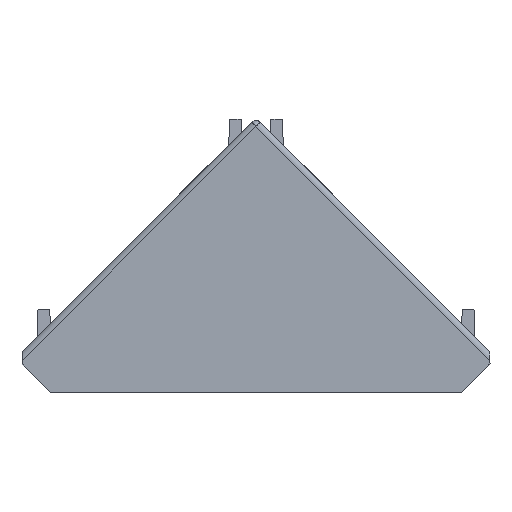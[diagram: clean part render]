
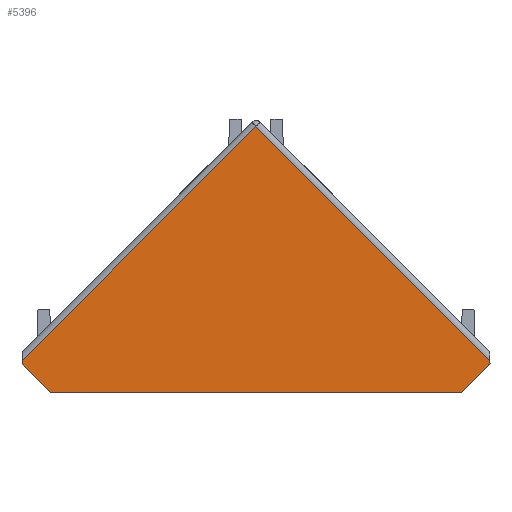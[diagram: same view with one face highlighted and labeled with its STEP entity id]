
A CAD part, top view. The second image highlights one B-rep face of the part: STEP entity #5396.
In plain terms, the highlighted planar face has unit normal (0, 0.009, 1).
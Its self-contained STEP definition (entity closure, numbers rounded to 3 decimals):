
#84 = LINE ( 'NONE', #1245, #5519 ) ;
#91 = VERTEX_POINT ( 'NONE', #1062 ) ;
#183 = CARTESIAN_POINT ( 'NONE',  ( 16.971, 0., 14. ) ) ;
#214 = EDGE_CURVE ( 'NONE', #2245, #574, #6285, .T. ) ;
#234 = ORIENTED_EDGE ( 'NONE', *, *, #6673, .T. ) ;
#256 = LINE ( 'NONE', #1267, #2705 ) ;
#465 = CARTESIAN_POINT ( 'NONE',  ( -19.299, 2.626, 13.977 ) ) ;
#466 = PLANE ( 'NONE',  #2368 ) ;
#574 = VERTEX_POINT ( 'NONE', #4837 ) ;
#683 = LINE ( 'NONE', #6569, #2052 ) ;
#728 = CARTESIAN_POINT ( 'NONE',  ( 19.299, 2.328, 13.98 ) ) ;
#769 = DIRECTION ( 'NONE',  ( 0.707, 0.707, -0.006 ) ) ;
#1014 = CARTESIAN_POINT ( 'NONE',  ( -16.971, 0., 14. ) ) ;
#1062 = CARTESIAN_POINT ( 'NONE',  ( 19.299, 2.328, 13.98 ) ) ;
#1245 = CARTESIAN_POINT ( 'NONE',  ( 19.299, 2.626, 13.977 ) ) ;
#1267 = CARTESIAN_POINT ( 'NONE',  ( 0., 21.925, 13.809 ) ) ;
#1533 = ORIENTED_EDGE ( 'NONE', *, *, #4727, .T. ) ;
#1548 = DIRECTION ( 'NONE',  ( 0., -1., 0.009 ) ) ;
#1707 = ORIENTED_EDGE ( 'NONE', *, *, #6654, .T. ) ;
#1920 = LINE ( 'NONE', #6582, #4533 ) ;
#1952 = VECTOR ( 'NONE', #2823, 1000. ) ;
#2052 = VECTOR ( 'NONE', #2825, 1000. ) ;
#2193 = DIRECTION ( 'NONE',  ( 0.707, -0.707, 0.006 ) ) ;
#2245 = VERTEX_POINT ( 'NONE', #465 ) ;
#2368 = AXIS2_PLACEMENT_3D ( 'NONE', #1014, #4691, #1548 ) ;
#2379 = FACE_OUTER_BOUND ( 'NONE', #5317, .T. ) ;
#2412 = ORIENTED_EDGE ( 'NONE', *, *, #5049, .T. ) ;
#2705 = VECTOR ( 'NONE', #5471, 1000. ) ;
#2823 = DIRECTION ( 'NONE',  ( 0., 1., -0.009 ) ) ;
#2825 = DIRECTION ( 'NONE',  ( 1., 0., 0. ) ) ;
#2832 = VERTEX_POINT ( 'NONE', #183 ) ;
#2949 = VERTEX_POINT ( 'NONE', #4536 ) ;
#3286 = DIRECTION ( 'NONE',  ( 0., -1., 0.009 ) ) ;
#3331 = LINE ( 'NONE', #728, #1952 ) ;
#3349 = ORIENTED_EDGE ( 'NONE', *, *, #214, .T. ) ;
#3744 = CARTESIAN_POINT ( 'NONE',  ( -19.299, 2.328, 13.98 ) ) ;
#4322 = CARTESIAN_POINT ( 'NONE',  ( -16.971, 0., 14. ) ) ;
#4399 = DIRECTION ( 'NONE',  ( -0.707, 0.707, -0.006 ) ) ;
#4533 = VECTOR ( 'NONE', #769, 1000. ) ;
#4536 = CARTESIAN_POINT ( 'NONE',  ( 0., 21.925, 13.809 ) ) ;
#4691 = DIRECTION ( 'NONE',  ( 0., 0.009, 1. ) ) ;
#4727 = EDGE_CURVE ( 'NONE', #91, #6841, #3331, .T. ) ;
#4816 = VECTOR ( 'NONE', #2193, 1000. ) ;
#4837 = CARTESIAN_POINT ( 'NONE',  ( -19.299, 2.328, 13.98 ) ) ;
#5041 = EDGE_CURVE ( 'NONE', #6841, #2949, #84, .T. ) ;
#5049 = EDGE_CURVE ( 'NONE', #2949, #2245, #256, .T. ) ;
#5317 = EDGE_LOOP ( 'NONE', ( #1707, #234, #1533, #6641, #2412, #3349, #5540 ) ) ;
#5396 = ADVANCED_FACE ( 'NONE', ( #2379 ), #466, .T. ) ;
#5457 = EDGE_CURVE ( 'NONE', #574, #6179, #6235, .T. ) ;
#5471 = DIRECTION ( 'NONE',  ( -0.707, -0.707, 0.006 ) ) ;
#5519 = VECTOR ( 'NONE', #4399, 1000. ) ;
#5540 = ORIENTED_EDGE ( 'NONE', *, *, #5457, .T. ) ;
#6131 = CARTESIAN_POINT ( 'NONE',  ( 19.299, 2.626, 13.977 ) ) ;
#6179 = VERTEX_POINT ( 'NONE', #4322 ) ;
#6235 = LINE ( 'NONE', #3744, #4816 ) ;
#6285 = LINE ( 'NONE', #6496, #6363 ) ;
#6363 = VECTOR ( 'NONE', #3286, 1000. ) ;
#6496 = CARTESIAN_POINT ( 'NONE',  ( -19.299, 2.626, 13.977 ) ) ;
#6569 = CARTESIAN_POINT ( 'NONE',  ( -16.971, 0., 14. ) ) ;
#6582 = CARTESIAN_POINT ( 'NONE',  ( 16.971, 0., 14. ) ) ;
#6641 = ORIENTED_EDGE ( 'NONE', *, *, #5041, .T. ) ;
#6654 = EDGE_CURVE ( 'NONE', #6179, #2832, #683, .T. ) ;
#6673 = EDGE_CURVE ( 'NONE', #2832, #91, #1920, .T. ) ;
#6841 = VERTEX_POINT ( 'NONE', #6131 ) ;
